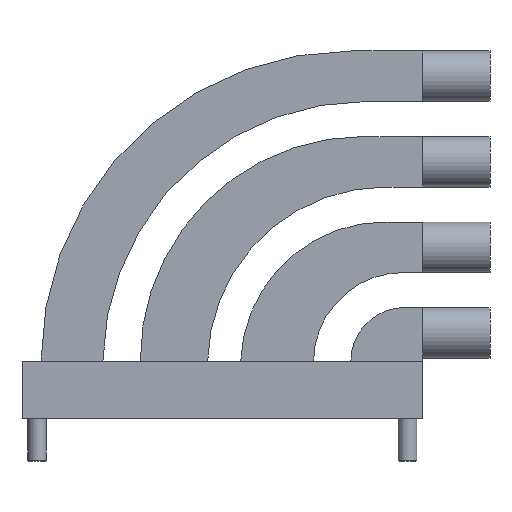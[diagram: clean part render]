
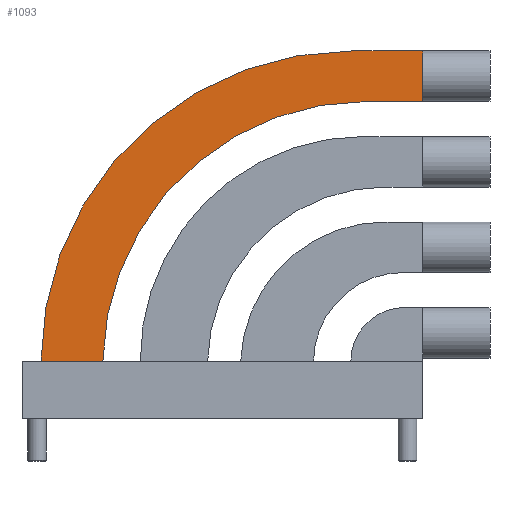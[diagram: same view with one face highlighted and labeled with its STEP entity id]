
A CAD part, left-side view. The second image highlights one B-rep face of the part: STEP entity #1093.
In plain terms, the highlighted planar face has unit normal (-1, 0, 0).
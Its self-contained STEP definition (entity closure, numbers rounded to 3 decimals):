
#51=CIRCLE('',#1173,18.457);
#61=CIRCLE('',#1194,15.634);
#270=ORIENTED_EDGE('',*,*,#498,.T.);
#271=ORIENTED_EDGE('',*,*,#485,.F.);
#272=ORIENTED_EDGE('',*,*,#482,.F.);
#273=ORIENTED_EDGE('',*,*,#397,.T.);
#274=ORIENTED_EDGE('',*,*,#398,.T.);
#275=ORIENTED_EDGE('',*,*,#434,.F.);
#276=ORIENTED_EDGE('',*,*,#453,.F.);
#397=EDGE_CURVE('',#541,#542,#632,.T.);
#398=EDGE_CURVE('',#542,#543,#633,.T.);
#434=EDGE_CURVE('',#572,#543,#664,.T.);
#453=EDGE_CURVE('',#583,#572,#51,.T.);
#482=EDGE_CURVE('',#541,#602,#699,.T.);
#485=EDGE_CURVE('',#602,#604,#61,.F.);
#498=EDGE_CURVE('',#583,#604,#710,.T.);
#541=VERTEX_POINT('',#1619);
#542=VERTEX_POINT('',#1621);
#543=VERTEX_POINT('',#1625);
#572=VERTEX_POINT('',#1695);
#583=VERTEX_POINT('',#1730);
#602=VERTEX_POINT('',#1789);
#604=VERTEX_POINT('',#1795);
#632=LINE('',#1622,#743);
#633=LINE('',#1624,#744);
#664=LINE('',#1696,#775);
#699=LINE('',#1788,#810);
#710=LINE('',#1817,#821);
#743=VECTOR('',#1293,1000.);
#744=VECTOR('',#1296,1000.);
#775=VECTOR('',#1349,1000.);
#810=VECTOR('',#1440,1000.);
#821=VECTOR('',#1473,1000.);
#883=EDGE_LOOP('',(#270,#271,#272,#273,#274,#275,#276));
#964=FACE_BOUND('',#883,.T.);
#1033=PLANE('',#1207);
#1093=ADVANCED_FACE('',(#964),#1033,.F.);
#1173=AXIS2_PLACEMENT_3D('',#1731,#1381,#1382);
#1194=AXIS2_PLACEMENT_3D('',#1794,#1445,#1446);
#1207=AXIS2_PLACEMENT_3D('',#1830,#1489,#1490);
#1293=DIRECTION('',(0.,0.,1.));
#1296=DIRECTION('',(0.,0.,1.));
#1349=DIRECTION('',(0.,-1.,0.));
#1381=DIRECTION('',(1.,0.,0.));
#1382=DIRECTION('',(0.,0.,-1.));
#1440=DIRECTION('',(0.,1.,0.));
#1445=DIRECTION('',(1.,0.,0.));
#1446=DIRECTION('',(0.,0.,-1.));
#1473=DIRECTION('',(0.,-1.,0.));
#1489=DIRECTION('',(1.,0.,0.));
#1490=DIRECTION('',(0.,0.,-1.));
#1619=CARTESIAN_POINT('',(-1.5,-11.9,18.82));
#1621=CARTESIAN_POINT('',(-1.5,-11.9,20.32));
#1622=CARTESIAN_POINT('',(-1.5,-11.9,3.4));
#1624=CARTESIAN_POINT('',(-1.5,-11.9,3.4));
#1625=CARTESIAN_POINT('',(-1.5,-11.9,21.82));
#1695=CARTESIAN_POINT('',(-1.5,-7.687,21.82));
#1696=CARTESIAN_POINT('',(-1.5,22.78,21.82));
#1730=CARTESIAN_POINT('',(-1.5,10.77,3.4));
#1731=CARTESIAN_POINT('',(-1.5,-7.687,3.363));
#1788=CARTESIAN_POINT('',(-1.5,-11.9,18.82));
#1789=CARTESIAN_POINT('',(-1.5,-8.536,18.82));
#1794=CARTESIAN_POINT('',(-1.5,-8.536,3.186));
#1795=CARTESIAN_POINT('',(-1.5,7.096,3.4));
#1817=CARTESIAN_POINT('',(-1.5,22.78,3.4));
#1830=CARTESIAN_POINT('',(-1.5,22.78,3.4));
